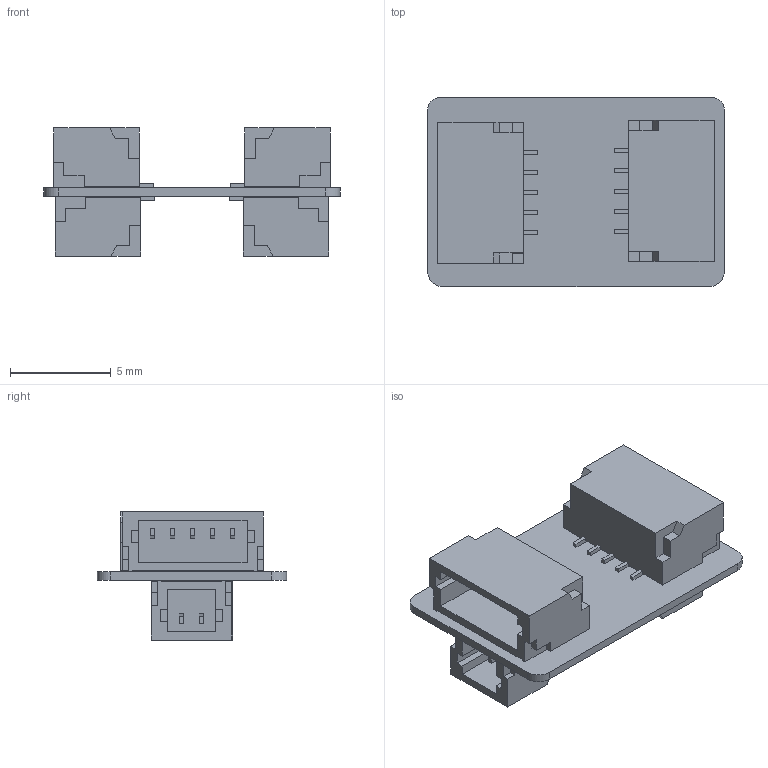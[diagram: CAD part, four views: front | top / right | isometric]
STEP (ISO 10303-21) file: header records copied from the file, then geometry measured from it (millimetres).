
FILE_DESCRIPTION(('Open CASCADE Model'),'2;1');
FILE_NAME('Open CASCADE Shape Model','2020-11-15T10:42:51',('Author'),( 'Open CASCADE'),'Open CASCADE STEP processor 6.8','Open CASCADE 6.8' ,'Unknown');
FILE_SCHEMA(('AUTOMOTIVE_DESIGN { 1 0 10303 214 1 1 1 1 }'));
Length unit declared in the file: millimetre
Products named in the file (9): PCB; Board; Open CASCADE STEP translator 6.8 1.1.1; J4; SM02B-SRSS-TB; J3; J2; SM05B-SRSS-TB; J1
Assembly tree (10 placements, depth 3):
  PCB
    Board
      Open CASCADE STEP translator 6.8 1.1.1
    J4
      SM02B-SRSS-TB
    J3
      SM02B-SRSS-TB
    J2
      SM05B-SRSS-TB
    J1
      SM05B-SRSS-TB
Bounding box: 14.73 x 9.4 x 6.36 mm (x, y, z)
Volume: 220.5 mm3; surface area: 904.7 mm2
Topology: 5 solids, 5 shells, 344 faces, 940 edges, 624 vertices
Faces by surface type: plane 340, cylinder 4
Entity records: 6837 total; most frequent: CARTESIAN_POINT 990, ORIENTED_EDGE 964, DIRECTION 866, EDGE_CURVE 482, LINE 474, VECTOR 474, VERTEX_POINT 320, AXIS2_PLACEMENT_3D 196
